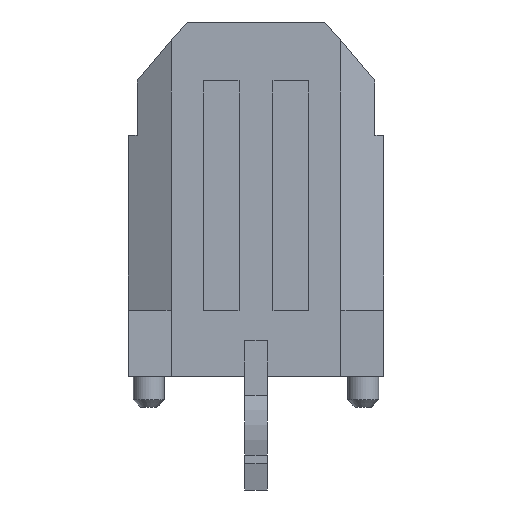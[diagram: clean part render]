
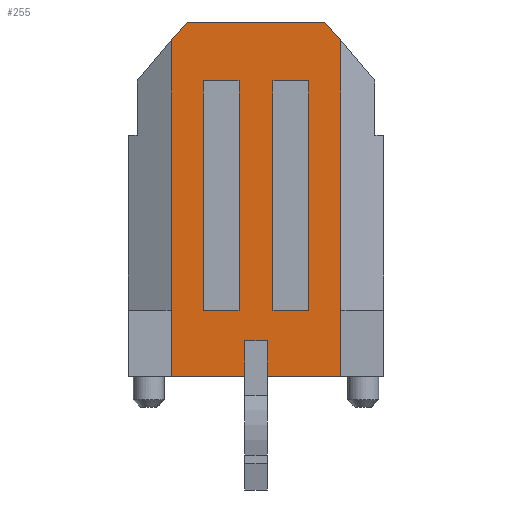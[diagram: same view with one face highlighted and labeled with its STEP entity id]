
A CAD part, front view. The second image highlights one B-rep face of the part: STEP entity #255.
In plain terms, the highlighted planar face has unit normal (0, -1, 0).
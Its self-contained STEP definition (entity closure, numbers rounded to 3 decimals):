
#219 = EDGE_CURVE('',#220,#222,#224,.T.);
#220 = VERTEX_POINT('',#221);
#221 = CARTESIAN_POINT('',(-2.375,-1.885,9.36));
#222 = VERTEX_POINT('',#223);
#223 = CARTESIAN_POINT('',(-2.375,-1.885,1.83));
#224 = LINE('',#225,#226);
#225 = CARTESIAN_POINT('',(-2.375,-1.885,9.36));
#226 = VECTOR('',#227,1.);
#227 = DIRECTION('',(0.,0.,-1.));
#255 = ADVANCED_FACE('',(#256,#345,#379),#413,.T.);
#256 = FACE_BOUND('',#257,.F.);
#257 = EDGE_LOOP('',(#258,#268,#276,#282,#283,#291,#299,#307,#315,#323,
    #331,#339));
#258 = ORIENTED_EDGE('',*,*,#259,.F.);
#259 = EDGE_CURVE('',#260,#262,#264,.T.);
#260 = VERTEX_POINT('',#261);
#261 = CARTESIAN_POINT('',(-0.32,-1.885,-0.02));
#262 = VERTEX_POINT('',#263);
#263 = CARTESIAN_POINT('',(-0.32,-1.885,0.98));
#264 = LINE('',#265,#266);
#265 = CARTESIAN_POINT('',(-0.32,-1.885,-0.02));
#266 = VECTOR('',#267,1.);
#267 = DIRECTION('',(0.,0.,1.));
#268 = ORIENTED_EDGE('',*,*,#269,.T.);
#269 = EDGE_CURVE('',#260,#270,#272,.T.);
#270 = VERTEX_POINT('',#271);
#271 = CARTESIAN_POINT('',(-2.375,-1.885,-0.02));
#272 = LINE('',#273,#274);
#273 = CARTESIAN_POINT('',(-0.32,-1.885,-0.02));
#274 = VECTOR('',#275,1.);
#275 = DIRECTION('',(-1.,0.,0.));
#276 = ORIENTED_EDGE('',*,*,#277,.F.);
#277 = EDGE_CURVE('',#222,#270,#278,.T.);
#278 = LINE('',#279,#280);
#279 = CARTESIAN_POINT('',(-2.375,-1.885,1.83));
#280 = VECTOR('',#281,1.);
#281 = DIRECTION('',(0.,0.,-1.));
#282 = ORIENTED_EDGE('',*,*,#219,.F.);
#283 = ORIENTED_EDGE('',*,*,#284,.F.);
#284 = EDGE_CURVE('',#285,#220,#287,.T.);
#285 = VERTEX_POINT('',#286);
#286 = CARTESIAN_POINT('',(-1.925,-1.885,9.89));
#287 = LINE('',#288,#289);
#288 = CARTESIAN_POINT('',(-1.925,-1.885,9.89));
#289 = VECTOR('',#290,1.);
#290 = DIRECTION('',(-0.647,0.,-0.763));
#291 = ORIENTED_EDGE('',*,*,#292,.T.);
#292 = EDGE_CURVE('',#285,#293,#295,.T.);
#293 = VERTEX_POINT('',#294);
#294 = CARTESIAN_POINT('',(1.925,-1.885,9.89));
#295 = LINE('',#296,#297);
#296 = CARTESIAN_POINT('',(-1.925,-1.885,9.89));
#297 = VECTOR('',#298,1.);
#298 = DIRECTION('',(1.,0.,0.));
#299 = ORIENTED_EDGE('',*,*,#300,.F.);
#300 = EDGE_CURVE('',#301,#293,#303,.T.);
#301 = VERTEX_POINT('',#302);
#302 = CARTESIAN_POINT('',(2.375,-1.885,9.36));
#303 = LINE('',#304,#305);
#304 = CARTESIAN_POINT('',(2.375,-1.885,9.36));
#305 = VECTOR('',#306,1.);
#306 = DIRECTION('',(-0.647,0.,0.763));
#307 = ORIENTED_EDGE('',*,*,#308,.T.);
#308 = EDGE_CURVE('',#301,#309,#311,.T.);
#309 = VERTEX_POINT('',#310);
#310 = CARTESIAN_POINT('',(2.375,-1.885,1.83));
#311 = LINE('',#312,#313);
#312 = CARTESIAN_POINT('',(2.375,-1.885,9.36));
#313 = VECTOR('',#314,1.);
#314 = DIRECTION('',(0.,0.,-1.));
#315 = ORIENTED_EDGE('',*,*,#316,.T.);
#316 = EDGE_CURVE('',#309,#317,#319,.T.);
#317 = VERTEX_POINT('',#318);
#318 = CARTESIAN_POINT('',(2.375,-1.885,-0.02));
#319 = LINE('',#320,#321);
#320 = CARTESIAN_POINT('',(2.375,-1.885,1.83));
#321 = VECTOR('',#322,1.);
#322 = DIRECTION('',(0.,0.,-1.));
#323 = ORIENTED_EDGE('',*,*,#324,.T.);
#324 = EDGE_CURVE('',#317,#325,#327,.T.);
#325 = VERTEX_POINT('',#326);
#326 = CARTESIAN_POINT('',(0.32,-1.885,-0.02));
#327 = LINE('',#328,#329);
#328 = CARTESIAN_POINT('',(2.375,-1.885,-0.02));
#329 = VECTOR('',#330,1.);
#330 = DIRECTION('',(-1.,0.,0.));
#331 = ORIENTED_EDGE('',*,*,#332,.T.);
#332 = EDGE_CURVE('',#325,#333,#335,.T.);
#333 = VERTEX_POINT('',#334);
#334 = CARTESIAN_POINT('',(0.32,-1.885,0.98));
#335 = LINE('',#336,#337);
#336 = CARTESIAN_POINT('',(0.32,-1.885,-0.02));
#337 = VECTOR('',#338,1.);
#338 = DIRECTION('',(0.,0.,1.));
#339 = ORIENTED_EDGE('',*,*,#340,.F.);
#340 = EDGE_CURVE('',#262,#333,#341,.T.);
#341 = LINE('',#342,#343);
#342 = CARTESIAN_POINT('',(-0.32,-1.885,0.98));
#343 = VECTOR('',#344,1.);
#344 = DIRECTION('',(1.,0.,0.));
#345 = FACE_BOUND('',#346,.F.);
#346 = EDGE_LOOP('',(#347,#357,#365,#373));
#347 = ORIENTED_EDGE('',*,*,#348,.F.);
#348 = EDGE_CURVE('',#349,#351,#353,.T.);
#349 = VERTEX_POINT('',#350);
#350 = CARTESIAN_POINT('',(0.475,-1.885,8.24));
#351 = VERTEX_POINT('',#352);
#352 = CARTESIAN_POINT('',(1.475,-1.885,8.24));
#353 = LINE('',#354,#355);
#354 = CARTESIAN_POINT('',(0.475,-1.885,8.24));
#355 = VECTOR('',#356,1.);
#356 = DIRECTION('',(1.,0.,0.));
#357 = ORIENTED_EDGE('',*,*,#358,.F.);
#358 = EDGE_CURVE('',#359,#349,#361,.T.);
#359 = VERTEX_POINT('',#360);
#360 = CARTESIAN_POINT('',(0.475,-1.885,1.83));
#361 = LINE('',#362,#363);
#362 = CARTESIAN_POINT('',(0.475,-1.885,1.83));
#363 = VECTOR('',#364,1.);
#364 = DIRECTION('',(0.,0.,1.));
#365 = ORIENTED_EDGE('',*,*,#366,.T.);
#366 = EDGE_CURVE('',#359,#367,#369,.T.);
#367 = VERTEX_POINT('',#368);
#368 = CARTESIAN_POINT('',(1.475,-1.885,1.83));
#369 = LINE('',#370,#371);
#370 = CARTESIAN_POINT('',(0.475,-1.885,1.83));
#371 = VECTOR('',#372,1.);
#372 = DIRECTION('',(1.,0.,0.));
#373 = ORIENTED_EDGE('',*,*,#374,.T.);
#374 = EDGE_CURVE('',#367,#351,#375,.T.);
#375 = LINE('',#376,#377);
#376 = CARTESIAN_POINT('',(1.475,-1.885,1.83));
#377 = VECTOR('',#378,1.);
#378 = DIRECTION('',(0.,0.,1.));
#379 = FACE_BOUND('',#380,.F.);
#380 = EDGE_LOOP('',(#381,#391,#399,#407));
#381 = ORIENTED_EDGE('',*,*,#382,.F.);
#382 = EDGE_CURVE('',#383,#385,#387,.T.);
#383 = VERTEX_POINT('',#384);
#384 = CARTESIAN_POINT('',(-1.475,-1.885,8.24));
#385 = VERTEX_POINT('',#386);
#386 = CARTESIAN_POINT('',(-0.475,-1.885,8.24));
#387 = LINE('',#388,#389);
#388 = CARTESIAN_POINT('',(-1.475,-1.885,8.24));
#389 = VECTOR('',#390,1.);
#390 = DIRECTION('',(1.,0.,0.));
#391 = ORIENTED_EDGE('',*,*,#392,.F.);
#392 = EDGE_CURVE('',#393,#383,#395,.T.);
#393 = VERTEX_POINT('',#394);
#394 = CARTESIAN_POINT('',(-1.475,-1.885,1.83));
#395 = LINE('',#396,#397);
#396 = CARTESIAN_POINT('',(-1.475,-1.885,1.83));
#397 = VECTOR('',#398,1.);
#398 = DIRECTION('',(0.,0.,1.));
#399 = ORIENTED_EDGE('',*,*,#400,.T.);
#400 = EDGE_CURVE('',#393,#401,#403,.T.);
#401 = VERTEX_POINT('',#402);
#402 = CARTESIAN_POINT('',(-0.475,-1.885,1.83));
#403 = LINE('',#404,#405);
#404 = CARTESIAN_POINT('',(-1.475,-1.885,1.83));
#405 = VECTOR('',#406,1.);
#406 = DIRECTION('',(1.,0.,0.));
#407 = ORIENTED_EDGE('',*,*,#408,.T.);
#408 = EDGE_CURVE('',#401,#385,#409,.T.);
#409 = LINE('',#410,#411);
#410 = CARTESIAN_POINT('',(-0.475,-1.885,1.83));
#411 = VECTOR('',#412,1.);
#412 = DIRECTION('',(0.,0.,1.));
#413 = PLANE('',#414);
#414 = AXIS2_PLACEMENT_3D('',#415,#416,#417);
#415 = CARTESIAN_POINT('',(-3.325,-1.885,9.89));
#416 = DIRECTION('',(0.,-1.,0.));
#417 = DIRECTION('',(0.,0.,-1.));
